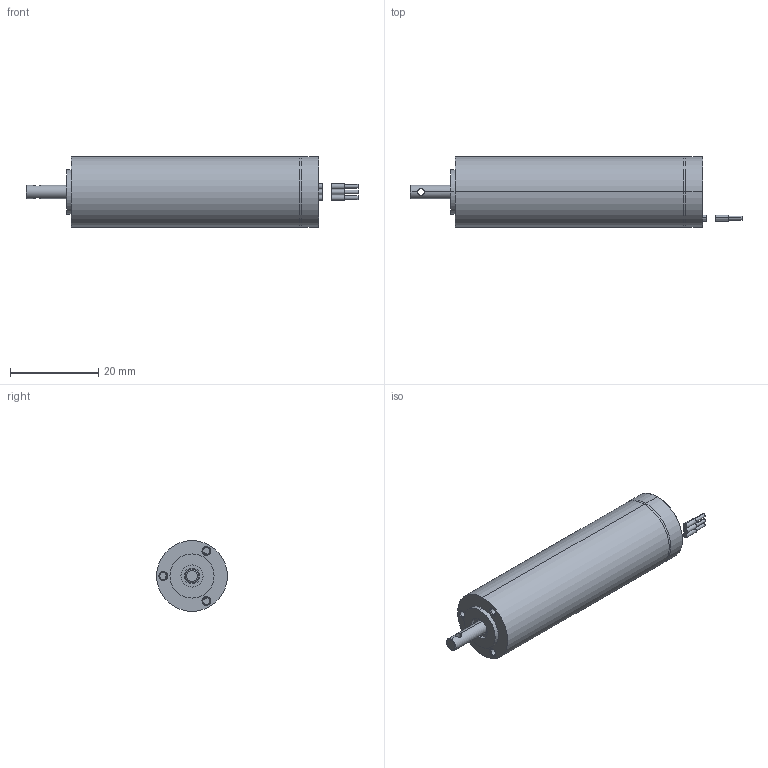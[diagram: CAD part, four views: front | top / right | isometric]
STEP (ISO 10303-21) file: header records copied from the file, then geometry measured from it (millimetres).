
FILE_DESCRIPTION (( 'STEP AP203' ), '1' );
FILE_NAME ('103005601.STEP', '2025-07-15T01:32:24', ( 'China' ), ( 'Microsoft' ), 'SwSTEP 2.0', 'SolidWorks 2018', '' );
FILE_SCHEMA (( 'CONFIG_CONTROL_DESIGN' ));
Length unit declared in the file: millimetre
Products named in the file (1): 103005601
Bounding box: 75.1 x 16 x 16 mm (x, y, z)
Volume: 9863.1 mm3; surface area: 49283.4 mm2
Topology: 215 solids, 215 shells, 1543 faces, 3167 edges, 2085 vertices
Faces by surface type: cylinder 989, plane 468, torus 60, cone 24, bspline 2
Entity records: 43517 total; most frequent: DIRECTION 8382, CARTESIAN_POINT 8122, ORIENTED_EDGE 6334, AXIS2_PLACEMENT_3D 3681, EDGE_CURVE 3167, CIRCLE 2139, VERTEX_POINT 2085, EDGE_LOOP 1984
